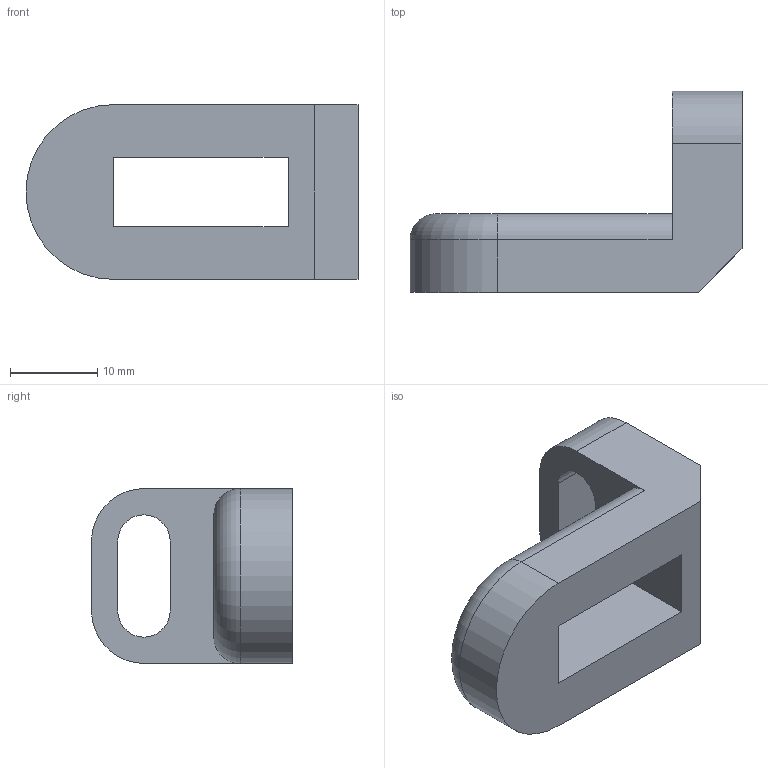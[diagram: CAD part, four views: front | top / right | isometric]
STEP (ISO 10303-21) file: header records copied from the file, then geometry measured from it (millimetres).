
FILE_DESCRIPTION(/* description */ (''),/* implementation_level */ '2;1');
FILE_NAME(/* name */ '1번부품.stp',/* time_stamp */ '2021-09-04T12:09:54+09:00',/* author */ ('서울공업고등학교'),/* organization */ (''),/* preprocessor_version */ 'ST-DEVELOPER v18.1',/* originating_system */ 'Autodesk Inventor 2022',/* authorisation */ '');
FILE_SCHEMA (('AUTOMOTIVE_DESIGN { 1 0 10303 214 3 1 1 }'));
Length unit declared in the file: millimetre
Products named in the file (1): 1번부품
Bounding box: 38 x 23 x 20 mm (x, y, z)
Volume: 6136 mm3; surface area: 3249.4 mm2
Topology: 1 solids, 1 shells, 21 faces, 58 edges, 38 vertices
Faces by surface type: plane 13, cylinder 7, torus 1
Entity records: 720 total; most frequent: CARTESIAN_POINT 118, DIRECTION 117, ORIENTED_EDGE 116, EDGE_CURVE 58, LINE 43, VECTOR 43, VERTEX_POINT 38, AXIS2_PLACEMENT_3D 37
